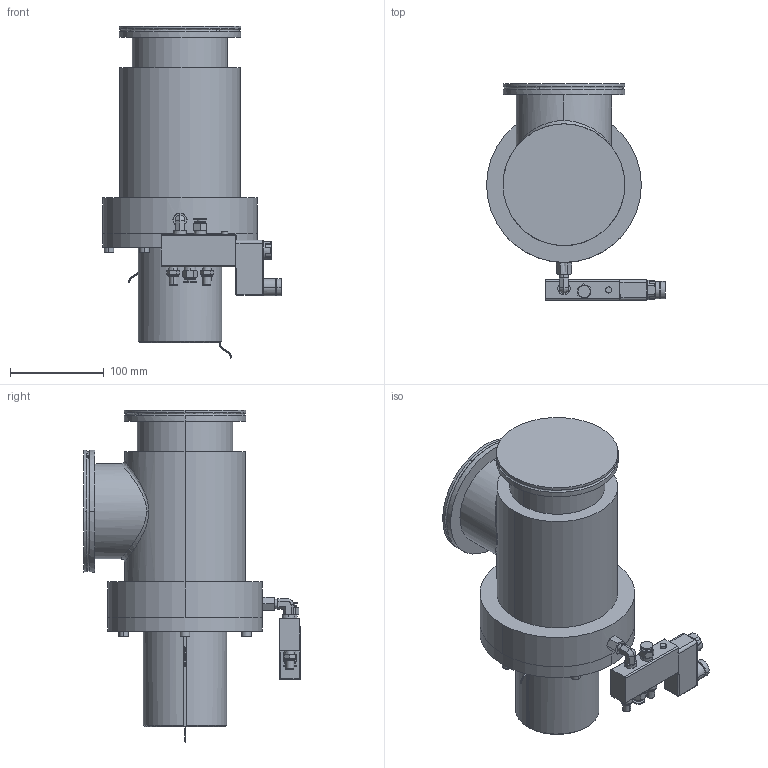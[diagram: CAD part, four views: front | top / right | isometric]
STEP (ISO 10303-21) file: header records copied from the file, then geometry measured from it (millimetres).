
FILE_DESCRIPTION (( 'STEP AP214' ), '1' );
FILE_NAME ('VAV100ISOP.STEP', '2018-02-21T09:36:46', ( '' ), ( '' ), 'SwSTEP 2.0', 'SolidWorks 2017', '' );
FILE_SCHEMA (( 'AUTOMOTIVE_DESIGN' ));
Length unit declared in the file: millimetre
Products named in the file (1): VAV100ISOP
Bounding box: 190.85 x 230.93 x 354.34 mm (x, y, z)
Volume: 4570975.5 mm3; surface area: 235398.5 mm2
Topology: 1 solids, 1 shells, 384 faces, 957 edges, 607 vertices
Faces by surface type: plane 163, cylinder 98, cone 75, bspline 48
Entity records: 13834 total; most frequent: CARTESIAN_POINT 4903, ORIENTED_EDGE 1894, DIRECTION 1830, EDGE_CURVE 947, AXIS2_PLACEMENT_3D 720, VERTEX_POINT 607, EDGE_LOOP 432, VECTOR 390
